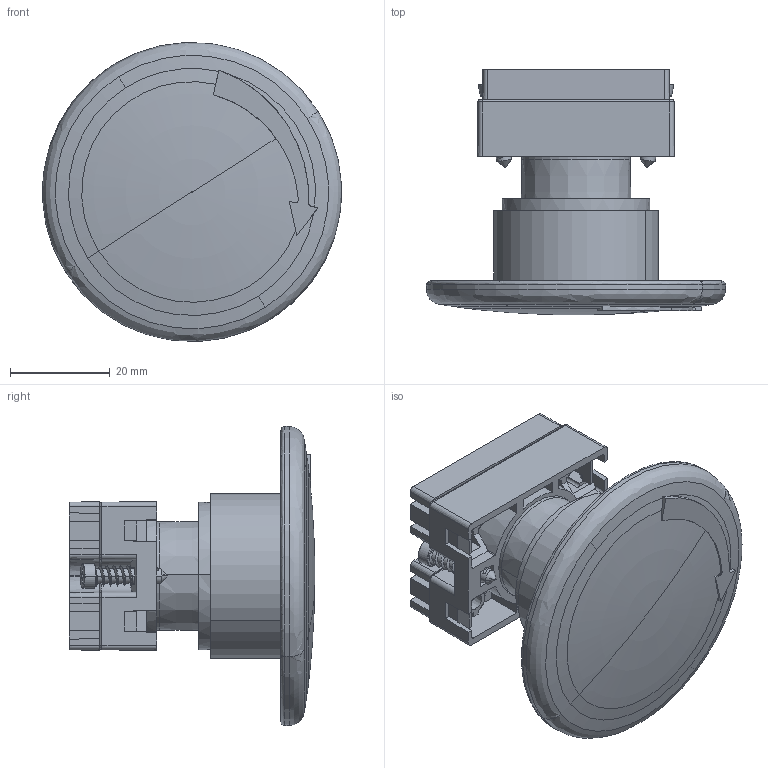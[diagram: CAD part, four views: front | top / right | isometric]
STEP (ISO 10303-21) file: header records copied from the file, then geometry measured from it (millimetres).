
FILE_DESCRIPTION (( 'STEP AP214' ), '1' );
FILE_NAME ('ECP3136.step', '2018-03-21T18:46:29', ( '' ), ( '' ), 'SwSTEP 2.0', 'SolidWorks 2017', '' );
FILE_SCHEMA (( 'AUTOMOTIVE_DESIGN' ));
Length unit declared in the file: inch
Products named in the file (1): ECP3136
Bounding box: 59.94 x 49.25 x 59.94 mm (x, y, z)
Volume: 30481.4 mm3; surface area: 28070.7 mm2
Topology: 7 solids, 7 shells, 830 faces, 2265 edges, 1469 vertices
Faces by surface type: plane 374, cone 202, cylinder 157, bspline 91, torus 6
Entity records: 42623 total; most frequent: CARTESIAN_POINT 11677, ORIENTED_EDGE 4522, DIRECTION 3885, EDGE_CURVE 2261, VERTEX_POINT 1469, AXIS2_PLACEMENT_3D 1375, LINE 1135, VECTOR 1135
